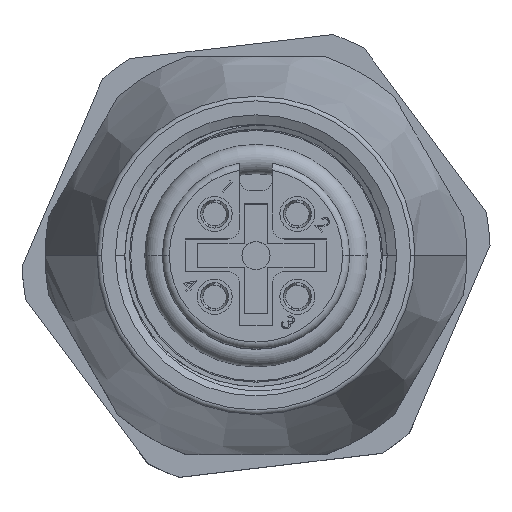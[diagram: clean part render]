
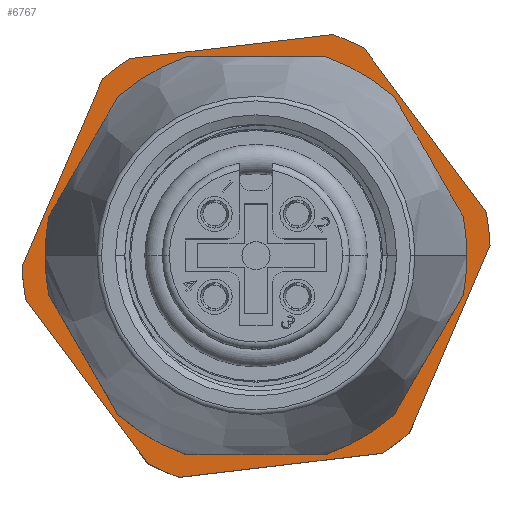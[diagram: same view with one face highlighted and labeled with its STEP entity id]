
A CAD part, top view. The second image highlights one B-rep face of the part: STEP entity #6767.
In plain terms, the highlighted planar face has unit normal (0, 0, 1).
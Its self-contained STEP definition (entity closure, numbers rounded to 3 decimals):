
#2710 = ORIENTED_EDGE ( 'NONE', *, *, #12400, .T. ) ;
#2711 = ORIENTED_EDGE ( 'NONE', *, *, #12379, .T. ) ;
#2713 = ORIENTED_EDGE ( 'NONE', *, *, #12399, .T. ) ;
#2714 = ORIENTED_EDGE ( 'NONE', *, *, #12389, .T. ) ;
#2715 = ORIENTED_EDGE ( 'NONE', *, *, #12398, .T. ) ;
#2716 = ORIENTED_EDGE ( 'NONE', *, *, #12383, .T. ) ;
#2717 = ORIENTED_EDGE ( 'NONE', *, *, #12397, .T. ) ;
#2718 = ORIENTED_EDGE ( 'NONE', *, *, #12391, .T. ) ;
#2719 = ORIENTED_EDGE ( 'NONE', *, *, #12396, .T. ) ;
#2720 = ORIENTED_EDGE ( 'NONE', *, *, #12377, .T. ) ;
#2721 = ORIENTED_EDGE ( 'NONE', *, *, #12395, .T. ) ;
#2723 = ORIENTED_EDGE ( 'NONE', *, *, #12367, .T. ) ;
#2724 = ORIENTED_EDGE ( 'NONE', *, *, #12371, .T. ) ;
#2725 = ORIENTED_EDGE ( 'NONE', *, *, #12365, .F. ) ;
#2726 = ORIENTED_EDGE ( 'NONE', *, *, #12394, .F. ) ;
#3615 = CARTESIAN_POINT ( 'NONE',  ( 0., 0., 2.8 ) ) ;
#3616 = DIRECTION ( 'NONE',  ( 0., 0., 1. ) ) ;
#3617 = DIRECTION ( 'NONE',  ( 1., 0., 0. ) ) ;
#3621 = CARTESIAN_POINT ( 'NONE',  ( 0., 0., 2.8 ) ) ;
#3622 = DIRECTION ( 'NONE',  ( 0., 0., 1. ) ) ;
#3623 = DIRECTION ( 'NONE',  ( 1., 0., 0. ) ) ;
#3630 = CARTESIAN_POINT ( 'NONE',  ( 0., 0., 2.8 ) ) ;
#3631 = DIRECTION ( 'NONE',  ( 0., 0., 1. ) ) ;
#3632 = DIRECTION ( 'NONE',  ( 1., 0., 0. ) ) ;
#3647 = CARTESIAN_POINT ( 'NONE',  ( 0., 0., 2.8 ) ) ;
#3648 = DIRECTION ( 'NONE',  ( 0., 0., 1. ) ) ;
#3649 = DIRECTION ( 'NONE',  ( 1., 0., 0. ) ) ;
#3650 = CARTESIAN_POINT ( 'NONE',  ( 0., 0., 2.8 ) ) ;
#3651 = DIRECTION ( 'NONE',  ( 0., 0., 1. ) ) ;
#3652 = DIRECTION ( 'NONE',  ( 1., 0., 0. ) ) ;
#3660 = CARTESIAN_POINT ( 'NONE',  ( 0., 0., 2.8 ) ) ;
#3661 = DIRECTION ( 'NONE',  ( 0., 0., 1. ) ) ;
#3662 = DIRECTION ( 'NONE',  ( 1., 0., 0. ) ) ;
#3677 = CARTESIAN_POINT ( 'NONE',  ( 0., 0., 2.8 ) ) ;
#3678 = DIRECTION ( 'NONE',  ( 0., 0., 1. ) ) ;
#3679 = DIRECTION ( 'NONE',  ( 1., 0., 0. ) ) ;
#3680 = CARTESIAN_POINT ( 'NONE',  ( 0., 0., 2.8 ) ) ;
#3681 = DIRECTION ( 'NONE',  ( 0., 0., 1. ) ) ;
#3682 = DIRECTION ( 'NONE',  ( 1., 0., 0. ) ) ;
#3683 = DIRECTION ( 'NONE',  ( 0.5, -0.866, 0. ) ) ;
#3684 = CARTESIAN_POINT ( 'NONE',  ( -16.835, 11.16, 2.8 ) ) ;
#3690 = CARTESIAN_POINT ( 'NONE',  ( 0., 0., 2.8 ) ) ;
#3691 = DIRECTION ( 'NONE',  ( 0., 0., 1. ) ) ;
#3692 = DIRECTION ( 'NONE',  ( 1., 0., 0. ) ) ;
#3693 = CARTESIAN_POINT ( 'NONE',  ( -18.082, -9., 2.8 ) ) ;
#3694 = DIRECTION ( 'NONE',  ( 1., 0., 0. ) ) ;
#3695 = CARTESIAN_POINT ( 'NONE',  ( 16.835, 11.16, 2.8 ) ) ;
#3696 = DIRECTION ( 'NONE',  ( 0.5, 0.866, 0. ) ) ;
#3697 = CARTESIAN_POINT ( 'NONE',  ( -1.247, 20.16, 2.8 ) ) ;
#3698 = DIRECTION ( 'NONE',  ( -0.5, 0.866, 0. ) ) ;
#3699 = CARTESIAN_POINT ( 'NONE',  ( -18.082, 9., 2.8 ) ) ;
#3700 = DIRECTION ( 'NONE',  ( -1., 0., 0. ) ) ;
#3701 = CARTESIAN_POINT ( 'NONE',  ( 1.247, 20.16, 2.8 ) ) ;
#3702 = DIRECTION ( 'NONE',  ( -0.5, -0.866, 0. ) ) ;
#4484 = CARTESIAN_POINT ( 'NONE',  ( 4.359, 9., 2.8 ) ) ;
#4485 = CARTESIAN_POINT ( 'NONE',  ( 5.615, -8.275, 2.8 ) ) ;
#4486 = CARTESIAN_POINT ( 'NONE',  ( 5.615, 8.275, 2.8 ) ) ;
#4487 = CARTESIAN_POINT ( 'NONE',  ( 4.359, -9., 2.8 ) ) ;
#4491 = CARTESIAN_POINT ( 'NONE',  ( 9.974, -0.725, 2.8 ) ) ;
#4493 = CARTESIAN_POINT ( 'NONE',  ( 9.974, 0.725, 2.8 ) ) ;
#4496 = CARTESIAN_POINT ( 'NONE',  ( -4.359, -9., 2.8 ) ) ;
#4497 = CARTESIAN_POINT ( 'NONE',  ( -5.615, 8.275, 2.8 ) ) ;
#4498 = CARTESIAN_POINT ( 'NONE',  ( -5.615, -8.275, 2.8 ) ) ;
#4502 = CARTESIAN_POINT ( 'NONE',  ( -4.359, 9., 2.8 ) ) ;
#4504 = CARTESIAN_POINT ( 'NONE',  ( 7.6, 0., 2.8 ) ) ;
#4505 = CARTESIAN_POINT ( 'NONE',  ( -7.6, 0., 2.8 ) ) ;
#4506 = CARTESIAN_POINT ( 'NONE',  ( -9.974, -0.725, 2.8 ) ) ;
#4507 = CARTESIAN_POINT ( 'NONE',  ( -10., 0., 2.8 ) ) ;
#4518 = CARTESIAN_POINT ( 'NONE',  ( -9.974, 0.725, 2.8 ) ) ;
#6767 = ADVANCED_FACE ( 'NONE', ( #9164, #9170 ), #10663, .T. ) ;
#9164 = FACE_BOUND ( 'NONE', #15326, .T. ) ;
#9170 = FACE_OUTER_BOUND ( 'NONE', #15319, .T. ) ;
#9329 = AXIS2_PLACEMENT_3D ( 'NONE', #3690, #3691, #3692 ) ;
#9331 = AXIS2_PLACEMENT_3D ( 'NONE', #3680, #3681, #3682 ) ;
#9332 = AXIS2_PLACEMENT_3D ( 'NONE', #3677, #3678, #3679 ) ;
#9335 = AXIS2_PLACEMENT_3D ( 'NONE', #3660, #3661, #3662 ) ;
#9337 = AXIS2_PLACEMENT_3D ( 'NONE', #3650, #3651, #3652 ) ;
#9338 = AXIS2_PLACEMENT_3D ( 'NONE', #3647, #3648, #3649 ) ;
#9341 = AXIS2_PLACEMENT_3D ( 'NONE', #3630, #3631, #3632 ) ;
#9343 = AXIS2_PLACEMENT_3D ( 'NONE', #3621, #3622, #3623 ) ;
#9344 = AXIS2_PLACEMENT_3D ( 'NONE', #3615, #3616, #3617 ) ;
#9844 = VECTOR ( 'NONE', #3702, 1000. ) ;
#9847 = VECTOR ( 'NONE', #3700, 1000. ) ;
#9849 = LINE ( 'NONE', #3701, #9844 ) ;
#9850 = VECTOR ( 'NONE', #3698, 1000. ) ;
#9852 = LINE ( 'NONE', #3697, #9850 ) ;
#9855 = LINE ( 'NONE', #3699, #9847 ) ;
#10660 = CARTESIAN_POINT ( 'NONE',  ( 0., 0., 2.8 ) ) ;
#10663 = PLANE ( 'NONE',  #11459 ) ;
#10665 = DIRECTION ( 'NONE',  ( 0., 0., 1. ) ) ;
#10666 = DIRECTION ( 'NONE',  ( 1., 0., 0. ) ) ;
#11459 = AXIS2_PLACEMENT_3D ( 'NONE', #10660, #10665, #10666 ) ;
#12365 = EDGE_CURVE ( 'NONE', #14244, #14239, #12770, .T. ) ;
#12367 = EDGE_CURVE ( 'NONE', #14253, #14250, #12768, .T. ) ;
#12371 = EDGE_CURVE ( 'NONE', #14285, #14253, #12763, .T. ) ;
#12377 = EDGE_CURVE ( 'NONE', #14218, #14214, #12752, .T. ) ;
#12379 = EDGE_CURVE ( 'NONE', #14231, #14216, #12748, .T. ) ;
#12383 = EDGE_CURVE ( 'NONE', #14200, #14205, #12931, .T. ) ;
#12389 = EDGE_CURVE ( 'NONE', #14180, #14176, #12945, .T. ) ;
#12391 = EDGE_CURVE ( 'NONE', #14182, #14178, #12948, .T. ) ;
#12394 = EDGE_CURVE ( 'NONE', #14239, #14244, #12944, .T. ) ;
#12395 = EDGE_CURVE ( 'NONE', #14250, #14218, #12956, .T. ) ;
#12396 = EDGE_CURVE ( 'NONE', #14214, #14182, #12957, .T. ) ;
#12397 = EDGE_CURVE ( 'NONE', #14178, #14200, #12959, .T. ) ;
#12398 = EDGE_CURVE ( 'NONE', #14205, #14180, #9852, .T. ) ;
#12399 = EDGE_CURVE ( 'NONE', #14176, #14231, #9855, .T. ) ;
#12400 = EDGE_CURVE ( 'NONE', #14216, #14285, #9849, .T. ) ;
#12748 = CIRCLE ( 'NONE', #9337, 10. ) ;
#12752 = CIRCLE ( 'NONE', #9338, 10. ) ;
#12763 = CIRCLE ( 'NONE', #9341, 10. ) ;
#12768 = CIRCLE ( 'NONE', #9343, 10. ) ;
#12770 = CIRCLE ( 'NONE', #9344, 7.6 ) ;
#12931 = CIRCLE ( 'NONE', #9335, 10. ) ;
#12944 = CIRCLE ( 'NONE', #9329, 7.6 ) ;
#12945 = CIRCLE ( 'NONE', #9332, 10. ) ;
#12948 = CIRCLE ( 'NONE', #9331, 10. ) ;
#12956 = LINE ( 'NONE', #3684, #12958 ) ;
#12957 = LINE ( 'NONE', #3693, #12961 ) ;
#12958 = VECTOR ( 'NONE', #3683, 1000. ) ;
#12959 = LINE ( 'NONE', #3695, #12960 ) ;
#12960 = VECTOR ( 'NONE', #3696, 1000. ) ;
#12961 = VECTOR ( 'NONE', #3694, 1000. ) ;
#14176 = VERTEX_POINT ( 'NONE', #4484 ) ;
#14178 = VERTEX_POINT ( 'NONE', #4485 ) ;
#14180 = VERTEX_POINT ( 'NONE', #4486 ) ;
#14182 = VERTEX_POINT ( 'NONE', #4487 ) ;
#14200 = VERTEX_POINT ( 'NONE', #4491 ) ;
#14205 = VERTEX_POINT ( 'NONE', #4493 ) ;
#14214 = VERTEX_POINT ( 'NONE', #4496 ) ;
#14216 = VERTEX_POINT ( 'NONE', #4497 ) ;
#14218 = VERTEX_POINT ( 'NONE', #4498 ) ;
#14231 = VERTEX_POINT ( 'NONE', #4502 ) ;
#14239 = VERTEX_POINT ( 'NONE', #4504 ) ;
#14244 = VERTEX_POINT ( 'NONE', #4505 ) ;
#14250 = VERTEX_POINT ( 'NONE', #4506 ) ;
#14253 = VERTEX_POINT ( 'NONE', #4507 ) ;
#14285 = VERTEX_POINT ( 'NONE', #4518 ) ;
#15319 = EDGE_LOOP ( 'NONE', ( #2724, #2723, #2721, #2720, #2719, #2718, #2717, #2716, #2715, #2714, #2713, #2711, #2710 ) ) ;
#15326 = EDGE_LOOP ( 'NONE', ( #2726, #2725 ) ) ;
